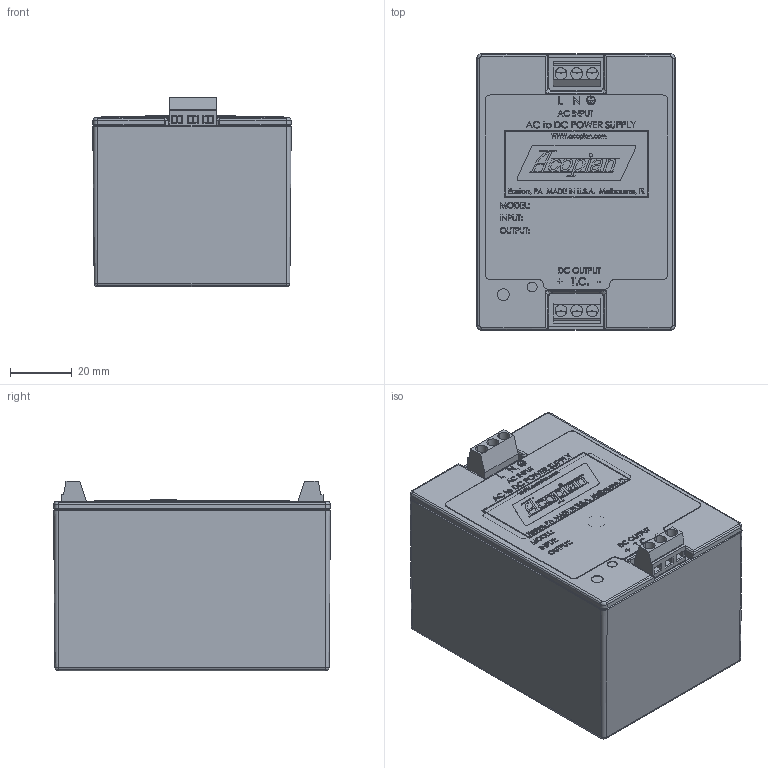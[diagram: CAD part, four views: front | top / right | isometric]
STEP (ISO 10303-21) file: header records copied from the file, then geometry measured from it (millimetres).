
FILE_DESCRIPTION (( 'STEP AP214' ), '1' );
FILE_NAME ('AB-20.STEP', '2021-09-14T14:21:26', ( '' ), ( '' ), 'SwSTEP 2.0', 'SolidWorks 2021', '' );
FILE_SCHEMA (( 'AUTOMOTIVE_DESIGN' ));
Length unit declared in the file: inch
Products named in the file (5): AB-XXX; AB-20; AB-XX LABEL; ACOPIAN LABEL
Assembly tree (4 placements, depth 3):
  AB-20
    AB-20
    AB-XX LABEL
      AB-XXX
      ACOPIAN LABEL
Bounding box: 64.26 x 89.66 x 61.31 mm (x, y, z)
Volume: 81315.9 mm3; surface area: 106620.2 mm2
Topology: 23 solids, 23 shells, 3665 faces, 9665 edges, 6252 vertices
Faces by surface type: plane 1901, cylinder 690, bspline 514, cone 480, torus 76, sphere 4
Entity records: 160731 total; most frequent: CARTESIAN_POINT 50436, ORIENTED_EDGE 19306, DIRECTION 16267, EDGE_CURVE 9653, VERTEX_POINT 6252, VECTOR 5989, LINE 5989, AXIS2_PLACEMENT_3D 5139
